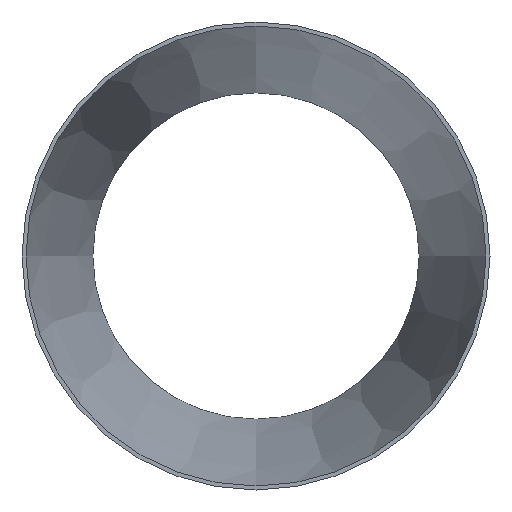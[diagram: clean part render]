
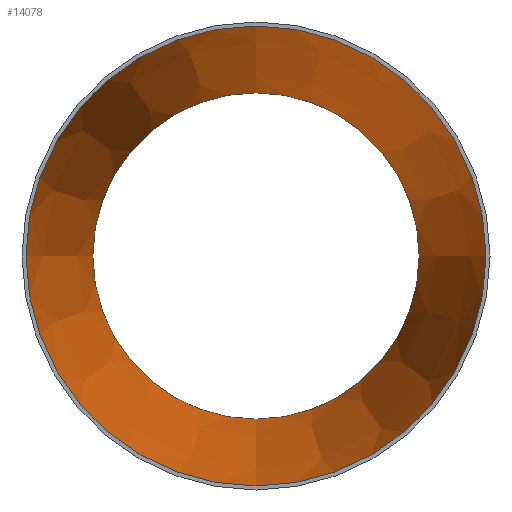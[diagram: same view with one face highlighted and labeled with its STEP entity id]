
A CAD part, front view. The second image highlights one B-rep face of the part: STEP entity #14078.
In plain terms, the highlighted conical face has half-angle 9.456 degrees and reference radius 349.517 mm.
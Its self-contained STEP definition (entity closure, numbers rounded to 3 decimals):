
#3702 = DIRECTION ( 'NONE',  ( 0., 0., -1. ) ) ;
#3816 = EDGE_CURVE ( 'NONE', #19961, #19961, #37745, .T. ) ;
#8161 = CARTESIAN_POINT ( 'NONE',  ( 0., 0., 0. ) ) ;
#10975 = DIRECTION ( 'NONE',  ( 0., 0., -1. ) ) ;
#11522 = AXIS2_PLACEMENT_3D ( 'NONE', #8161, #26089, #22960 ) ;
#12509 = ORIENTED_EDGE ( 'NONE', *, *, #3816, .T. ) ;
#13828 = CIRCLE ( 'NONE', #23747, 247.917 ) ;
#14078 = ADVANCED_FACE ( 'NONE', ( #40856, #15804 ), #21452, .F. ) ;
#15199 = EDGE_CURVE ( 'NONE', #31186, #31186, #13828, .T. ) ;
#15804 = FACE_OUTER_BOUND ( 'NONE', #16306, .T. ) ;
#16306 = EDGE_LOOP ( 'NONE', ( #12509 ) ) ;
#17175 = AXIS2_PLACEMENT_3D ( 'NONE', #43692, #28927, #10975 ) ;
#19961 = VERTEX_POINT ( 'NONE', #28066 ) ;
#21452 = CONICAL_SURFACE ( 'NONE', #11522, 349.517, 0.165 ) ;
#22960 = DIRECTION ( 'NONE',  ( 0., 0., -1. ) ) ;
#23747 = AXIS2_PLACEMENT_3D ( 'NONE', #36428, #43328, #3702 ) ;
#26089 = DIRECTION ( 'NONE',  ( 0., -1., 0. ) ) ;
#28066 = CARTESIAN_POINT ( 'NONE',  ( 0., 0., -349.517 ) ) ;
#28927 = DIRECTION ( 'NONE',  ( 0., -1., 0. ) ) ;
#31108 = ORIENTED_EDGE ( 'NONE', *, *, #15199, .F. ) ;
#31186 = VERTEX_POINT ( 'NONE', #38791 ) ;
#34233 = EDGE_LOOP ( 'NONE', ( #31108 ) ) ;
#36428 = CARTESIAN_POINT ( 'NONE',  ( 0., 610., 0. ) ) ;
#37745 = CIRCLE ( 'NONE', #17175, 349.517 ) ;
#38791 = CARTESIAN_POINT ( 'NONE',  ( 0., 610., -247.917 ) ) ;
#40856 = FACE_BOUND ( 'NONE', #34233, .T. ) ;
#43328 = DIRECTION ( 'NONE',  ( 0., -1., 0. ) ) ;
#43692 = CARTESIAN_POINT ( 'NONE',  ( 0., 0., 0. ) ) ;
